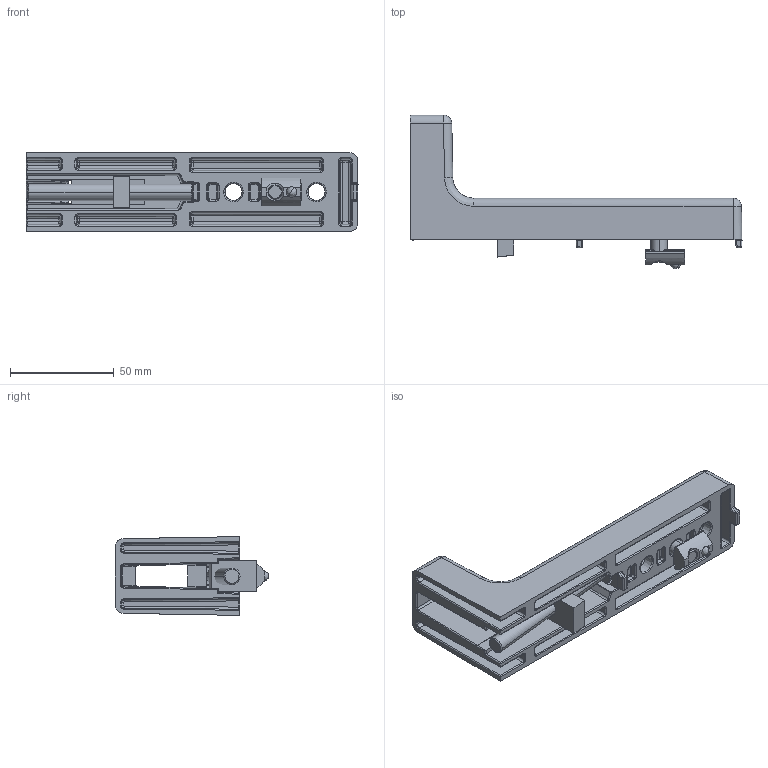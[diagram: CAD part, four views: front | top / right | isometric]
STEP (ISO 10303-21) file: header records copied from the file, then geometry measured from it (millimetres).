
FILE_DESCRIPTION(('FreeCAD Model'),'2;1');
FILE_NAME('Open CASCADE Shape Model','2024-04-03T11:08:47',(''),(''), 'Open CASCADE STEP processor 7.6','FreeCAD','Unknown');
FILE_SCHEMA(('AUTOMOTIVE_DESIGN { 1 0 10303 214 1 1 1 1 }'));
Length unit declared in the file: millimetre
Products named in the file (8): STI8-EANR; SOLID; SOLID001; SOLID002; SOLID003; SOLID004; SOLID005; SOLID006
Assembly tree (7 placements, depth 2):
  STI8-EANR
    SOLID
    SOLID001
    SOLID002
    SOLID003
    SOLID004
    SOLID005
    SOLID006
Bounding box: 160.12 x 74.07 x 38 mm (x, y, z)
Volume: 82135 mm3; surface area: 47466.7 mm2
Topology: 7 solids, 7 shells, 568 faces, 1373 edges, 796 vertices
Faces by surface type: cylinder 228, bspline 190, plane 130, cone 20
Entity records: 70716 total; most frequent: CARTESIAN_POINT 46692, DIRECTION 3476, ORIENTED_EDGE 2690, PCURVE 2690, DEFINITIONAL_REPRESENTATION 2690, LINE 1982, VECTOR 1982, B_SPLINE_CURVE_WITH_KNOTS 1578
